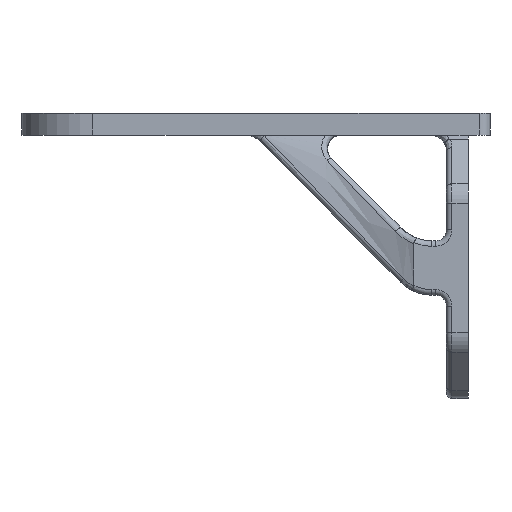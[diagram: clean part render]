
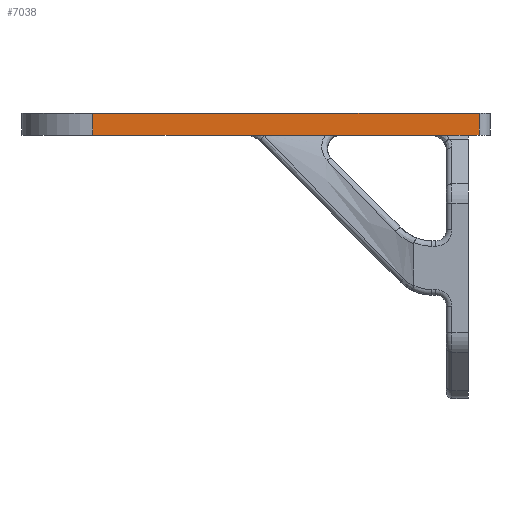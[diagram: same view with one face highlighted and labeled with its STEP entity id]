
A CAD part, left-side view. The second image highlights one B-rep face of the part: STEP entity #7038.
In plain terms, the highlighted planar face has unit normal (-1, 0, 0).
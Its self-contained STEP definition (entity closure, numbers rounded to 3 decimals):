
#1118=FACE_OUTER_BOUND('',#1530,.T.);
#1530=EDGE_LOOP('',(#6468,#6469,#6470,#6471,#6472,#6473,#6474,#6475));
#1984=LINE('',#11727,#2562);
#2021=LINE('',#12724,#2599);
#2039=LINE('',#13371,#2617);
#2082=LINE('',#13487,#2660);
#2099=LINE('',#13549,#2677);
#2100=LINE('',#13555,#2678);
#2102=LINE('',#13558,#2680);
#2110=LINE('',#13575,#2688);
#2562=VECTOR('',#8344,10.);
#2599=VECTOR('',#8499,10.);
#2617=VECTOR('',#8641,10.);
#2660=VECTOR('',#8776,10.);
#2677=VECTOR('',#8851,10.);
#2678=VECTOR('',#8858,10.);
#2680=VECTOR('',#8862,10.);
#2688=VECTOR('',#8888,10.);
#3168=VERTEX_POINT('',#11378);
#3181=VERTEX_POINT('',#11622);
#3192=VERTEX_POINT('',#11725);
#3269=VERTEX_POINT('',#12712);
#3270=VERTEX_POINT('',#12723);
#3346=VERTEX_POINT('',#13485);
#3358=VERTEX_POINT('',#13539);
#3362=VERTEX_POINT('',#13547);
#4107=EDGE_CURVE('',#3192,#3168,#1984,.T.);
#4219=EDGE_CURVE('',#3269,#3270,#2021,.T.);
#4305=EDGE_CURVE('',#3181,#3269,#2039,.T.);
#4364=EDGE_CURVE('',#3346,#3192,#2082,.T.);
#4393=EDGE_CURVE('',#3358,#3362,#2099,.T.);
#4396=EDGE_CURVE('',#3358,#3346,#2100,.T.);
#4398=EDGE_CURVE('',#3168,#3181,#2102,.T.);
#4406=EDGE_CURVE('',#3270,#3362,#2110,.T.);
#6468=ORIENTED_EDGE('',*,*,#4396,.F.);
#6469=ORIENTED_EDGE('',*,*,#4393,.T.);
#6470=ORIENTED_EDGE('',*,*,#4406,.F.);
#6471=ORIENTED_EDGE('',*,*,#4219,.F.);
#6472=ORIENTED_EDGE('',*,*,#4305,.F.);
#6473=ORIENTED_EDGE('',*,*,#4398,.F.);
#6474=ORIENTED_EDGE('',*,*,#4107,.F.);
#6475=ORIENTED_EDGE('',*,*,#4364,.F.);
#6654=PLANE('',#7474);
#7038=ADVANCED_FACE('',(#1118),#6654,.T.);
#7474=AXIS2_PLACEMENT_3D('',#13576,#8889,#8890);
#8344=DIRECTION('',(0.,1.,0.));
#8499=DIRECTION('',(0.,1.,0.));
#8641=DIRECTION('',(0.,1.,0.));
#8776=DIRECTION('',(0.,1.,0.));
#8851=DIRECTION('',(0.,1.,0.));
#8858=DIRECTION('',(0.,0.,-1.));
#8862=DIRECTION('',(0.,1.,0.));
#8888=DIRECTION('',(0.,0.,1.));
#8889=DIRECTION('center_axis',(-1.,0.,0.));
#8890=DIRECTION('ref_axis',(0.,1.,0.));
#11378=CARTESIAN_POINT('',(-23.5,-17.519,-2.));
#11622=CARTESIAN_POINT('',(-23.5,-6.373,-2.));
#11725=CARTESIAN_POINT('',(-23.5,-19.5,-2.));
#11727=CARTESIAN_POINT('',(-23.5,-21.5,-2.));
#12712=CARTESIAN_POINT('',(-23.5,-0.675,-2.));
#12723=CARTESIAN_POINT('',(-23.5,15.,-2.));
#12724=CARTESIAN_POINT('',(-23.5,-21.5,-2.));
#13371=CARTESIAN_POINT('',(-23.5,0.2,-2.));
#13485=CARTESIAN_POINT('',(-23.5,-20.5,-2.));
#13487=CARTESIAN_POINT('',(-23.5,-21.5,-2.));
#13539=CARTESIAN_POINT('',(-23.5,-20.5,0.));
#13547=CARTESIAN_POINT('',(-23.5,15.,0.));
#13549=CARTESIAN_POINT('',(-23.5,-21.5,0.));
#13555=CARTESIAN_POINT('',(-23.5,-20.5,0.));
#13558=CARTESIAN_POINT('',(-23.5,0.2,-2.));
#13575=CARTESIAN_POINT('',(-23.5,15.,0.));
#13576=CARTESIAN_POINT('Origin',(-23.5,-21.5,0.));
